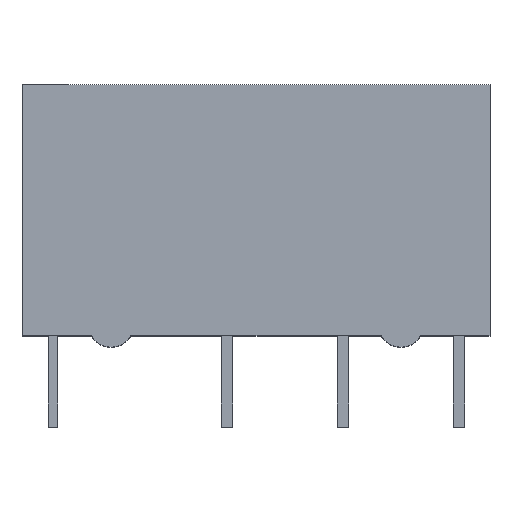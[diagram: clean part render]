
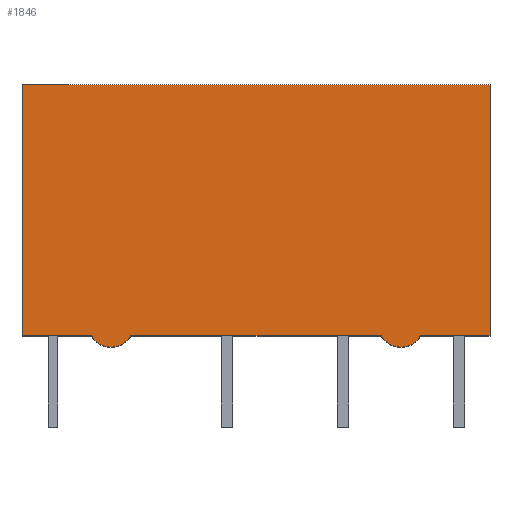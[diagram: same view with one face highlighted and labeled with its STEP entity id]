
A CAD part, top view. The second image highlights one B-rep face of the part: STEP entity #1846.
In plain terms, the highlighted planar face has unit normal (0, 0, 1).
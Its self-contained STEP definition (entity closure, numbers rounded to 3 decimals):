
#17 = EDGE_CURVE ( 'NONE', #30, #242, #682, .T. ) ;
#20 = ORIENTED_EDGE ( 'NONE', *, *, #17, .F. ) ;
#30 = VERTEX_POINT ( 'NONE', #876 ) ;
#84 = VERTEX_POINT ( 'NONE', #1373 ) ;
#195 = ORIENTED_EDGE ( 'NONE', *, *, #240, .T. ) ;
#200 = EDGE_CURVE ( 'NONE', #84, #371, #764, .T. ) ;
#210 = ORIENTED_EDGE ( 'NONE', *, *, #271, .T. ) ;
#220 = EDGE_CURVE ( 'NONE', #1656, #242, #868, .T. ) ;
#240 = EDGE_CURVE ( 'NONE', #743, #84, #964, .T. ) ;
#242 = VERTEX_POINT ( 'NONE', #987 ) ;
#271 = EDGE_CURVE ( 'NONE', #371, #1656, #1108, .T. ) ;
#365 = ORIENTED_EDGE ( 'NONE', *, *, #1185, .T. ) ;
#371 = VERTEX_POINT ( 'NONE', #1588 ) ;
#383 = ORIENTED_EDGE ( 'NONE', *, *, #200, .T. ) ;
#423 = EDGE_LOOP ( 'NONE', ( #365, #195, #383, #210, #456, #20, #1977, #1978 ) ) ;
#427 = EDGE_CURVE ( 'NONE', #442, #1289, #1794, .T. ) ;
#442 = VERTEX_POINT ( 'NONE', #1867 ) ;
#456 = ORIENTED_EDGE ( 'NONE', *, *, #220, .T. ) ;
#539 = LINE ( 'NONE', #540, #541 ) ;
#540 = CARTESIAN_POINT ( 'NONE',  ( -1.36, 11.5, 1.24 ) ) ;
#541 = VECTOR ( 'NONE', #542, 1000. ) ;
#542 = DIRECTION ( 'NONE',  ( 1., 0., 0. ) ) ;
#682 = LINE ( 'NONE', #683, #684 ) ;
#683 = CARTESIAN_POINT ( 'NONE',  ( 19.14, 11.5, 1.24 ) ) ;
#684 = VECTOR ( 'NONE', #685, 1000. ) ;
#685 = DIRECTION ( 'NONE',  ( 0., -1., 0. ) ) ;
#743 = VERTEX_POINT ( 'NONE', #916 ) ;
#764 = LINE ( 'NONE', #765, #766 ) ;
#765 = CARTESIAN_POINT ( 'NONE',  ( -1.36, 0.5, 1.24 ) ) ;
#766 = VECTOR ( 'NONE', #767, 1000. ) ;
#767 = DIRECTION ( 'NONE',  ( 1., 0., 0. ) ) ;
#868 = LINE ( 'NONE', #873, #874 ) ;
#873 = CARTESIAN_POINT ( 'NONE',  ( -1.36, 0.5, 1.24 ) ) ;
#874 = VECTOR ( 'NONE', #875, 1000. ) ;
#875 = DIRECTION ( 'NONE',  ( 1., 0., 0. ) ) ;
#876 = CARTESIAN_POINT ( 'NONE',  ( 19.14, 11.5, 1.24 ) ) ;
#916 = CARTESIAN_POINT ( 'NONE',  ( 1.674, 0.5, 1.24 ) ) ;
#964 = CIRCLE ( 'NONE', #965, 1. ) ;
#965 = AXIS2_PLACEMENT_3D ( 'NONE', #966, #967, #968 ) ;
#966 = CARTESIAN_POINT ( 'NONE',  ( 2.54, 1., 1.24 ) ) ;
#967 = DIRECTION ( 'NONE',  ( 0., 0., 1. ) ) ;
#968 = DIRECTION ( 'NONE',  ( 1., 0., 0. ) ) ;
#987 = CARTESIAN_POINT ( 'NONE',  ( 19.14, 0.5, 1.24 ) ) ;
#1108 = CIRCLE ( 'NONE', #1109, 1. ) ;
#1109 = AXIS2_PLACEMENT_3D ( 'NONE', #1110, #1111, #1112 ) ;
#1110 = CARTESIAN_POINT ( 'NONE',  ( 15.24, 1., 1.24 ) ) ;
#1111 = DIRECTION ( 'NONE',  ( 0., 0., 1. ) ) ;
#1112 = DIRECTION ( 'NONE',  ( -1., 0., 0. ) ) ;
#1185 = EDGE_CURVE ( 'NONE', #1289, #743, #1306, .T. ) ;
#1289 = VERTEX_POINT ( 'NONE', #1372 ) ;
#1306 = LINE ( 'NONE', #1308, #1309 ) ;
#1308 = CARTESIAN_POINT ( 'NONE',  ( -1.36, 0.5, 1.24 ) ) ;
#1309 = VECTOR ( 'NONE', #1310, 1000. ) ;
#1310 = DIRECTION ( 'NONE',  ( 1., 0., 0. ) ) ;
#1372 = CARTESIAN_POINT ( 'NONE',  ( -1.36, 0.5, 1.24 ) ) ;
#1373 = CARTESIAN_POINT ( 'NONE',  ( 3.406, 0.5, 1.24 ) ) ;
#1567 = CARTESIAN_POINT ( 'NONE',  ( 16.106, 0.5, 1.24 ) ) ;
#1588 = CARTESIAN_POINT ( 'NONE',  ( 14.374, 0.5, 1.24 ) ) ;
#1618 = FACE_OUTER_BOUND ( 'NONE', #423, .T. ) ;
#1639 = PLANE ( 'NONE',  #1640 ) ;
#1640 = AXIS2_PLACEMENT_3D ( 'NONE', #1641, #1642, #1643 ) ;
#1641 = CARTESIAN_POINT ( 'NONE',  ( -1.36, 11.5, 1.24 ) ) ;
#1642 = DIRECTION ( 'NONE',  ( 0., 0., -1. ) ) ;
#1643 = DIRECTION ( 'NONE',  ( -1., 0., 0. ) ) ;
#1656 = VERTEX_POINT ( 'NONE', #1567 ) ;
#1794 = LINE ( 'NONE', #1795, #1796 ) ;
#1795 = CARTESIAN_POINT ( 'NONE',  ( -1.36, 11.5, 1.24 ) ) ;
#1796 = VECTOR ( 'NONE', #1797, 1000. ) ;
#1797 = DIRECTION ( 'NONE',  ( 0., -1., 0. ) ) ;
#1846 = ADVANCED_FACE ( 'NONE', ( #1618 ), #1639, .F. ) ;
#1867 = CARTESIAN_POINT ( 'NONE',  ( -1.36, 11.5, 1.24 ) ) ;
#1977 = ORIENTED_EDGE ( 'NONE', *, *, #1984, .F. ) ;
#1978 = ORIENTED_EDGE ( 'NONE', *, *, #427, .T. ) ;
#1984 = EDGE_CURVE ( 'NONE', #442, #30, #539, .T. ) ;
